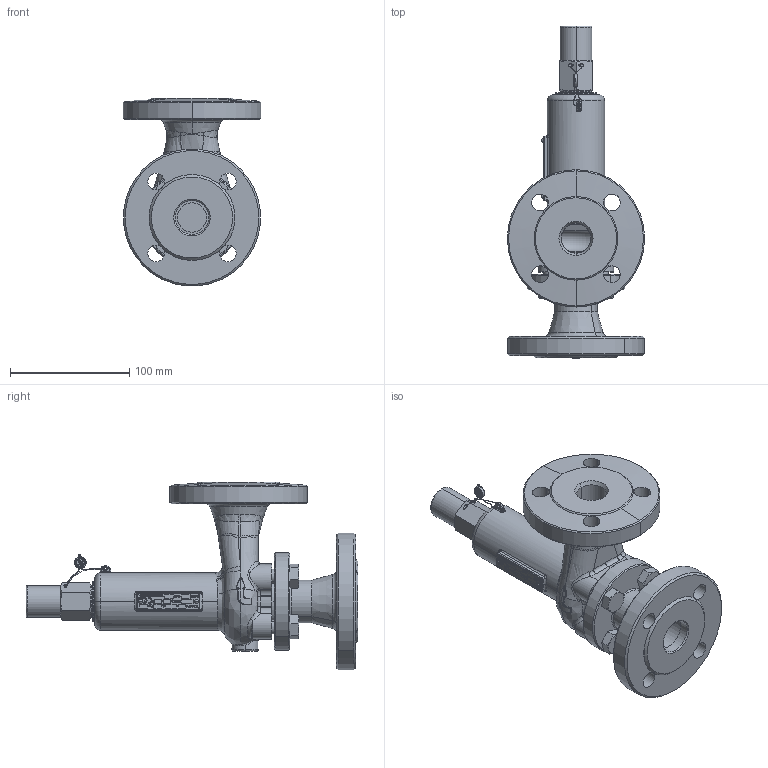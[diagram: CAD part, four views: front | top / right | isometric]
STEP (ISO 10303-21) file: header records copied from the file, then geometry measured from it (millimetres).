
FILE_DESCRIPTION (( 'STEP AP203' ), '1' );
FILE_NAME ('Typ 3 BG I.STEP', '2017-12-14T13:22:26', ( '' ), ( '' ), 'SwSTEP 2.0', 'SolidWorks 2016', '' );
FILE_SCHEMA (( 'CONFIG_CONTROL_DESIGN' ));
Products named in the file (1): Typ 3 BG I
Bounding box: 115 x 278 x 157.28 mm (x, y, z)
Volume: 533071 mm3; surface area: 165632 mm2
Topology: 29 solids, 29 shells, 1674 faces, 4230 edges, 2695 vertices
Faces by surface type: bspline 634, plane 628, cylinder 221, torus 99, cone 88, sphere 4
Entity records: 82990 total; most frequent: CARTESIAN_POINT 47358, ORIENTED_EDGE 8444, DIRECTION 5503, EDGE_CURVE 4222, VERTEX_POINT 2695, VECTOR 1913, LINE 1913, EDGE_LOOP 1819
